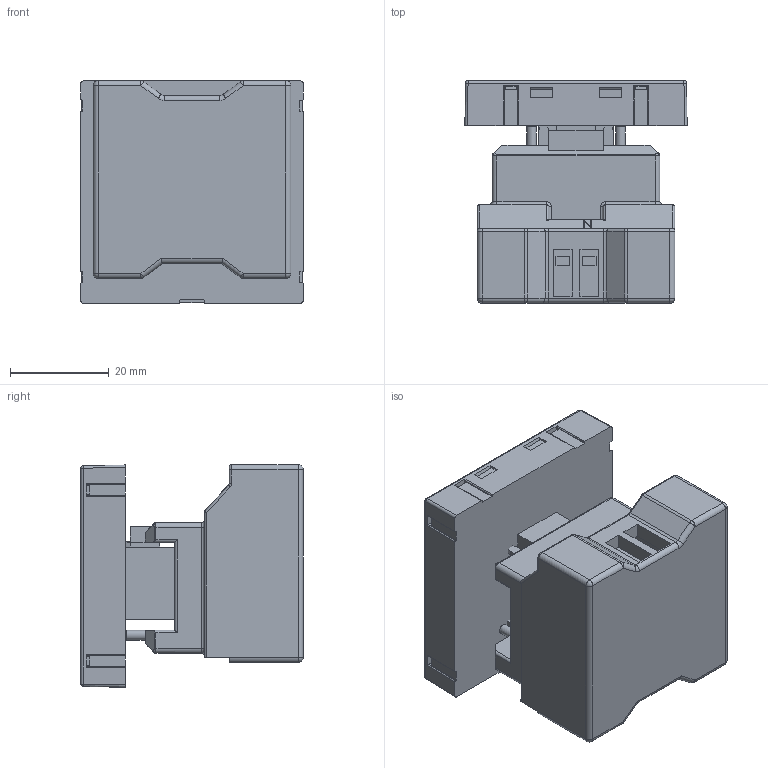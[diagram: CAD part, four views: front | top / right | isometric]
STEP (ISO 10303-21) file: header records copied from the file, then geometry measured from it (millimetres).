
FILE_DESCRIPTION (( 'STEP AP214' ), '1' );
FILE_NAME ('6105300.STEP', '2025-01-20T10:42:23', ( '' ), ( '' ), 'SwSTEP 2.0', 'SolidWorks 2024', '' );
FILE_SCHEMA (( 'AUTOMOTIVE_DESIGN' ));
Length unit declared in the file: millimetre
Products named in the file (4): 116887_Standard; 043199_39442380; 6105300; 084780_Aufdruck: Text & Batterie
Assembly tree (3 placements, depth 3):
  6105300
    084780_Aufdruck: Text & Batterie
      043199_39442380
    116887_Standard
Bounding box: 45 x 45 x 45.05 mm (x, y, z)
Volume: 55040.2 mm3; surface area: 17218.8 mm2
Topology: 2 solids, 2 shells, 620 faces, 1646 edges, 1051 vertices
Faces by surface type: plane 361, cylinder 128, bspline 99, sphere 16, torus 16
Full cylindrical faces by diameter (mm): 2 x2, 3.5 x2
Entity records: 23587 total; most frequent: CARTESIAN_POINT 9035, ORIENTED_EDGE 3246, DIRECTION 2577, EDGE_CURVE 1623, LINE 1157, VECTOR 1157, VERTEX_POINT 1048, AXIS2_PLACEMENT_3D 710
